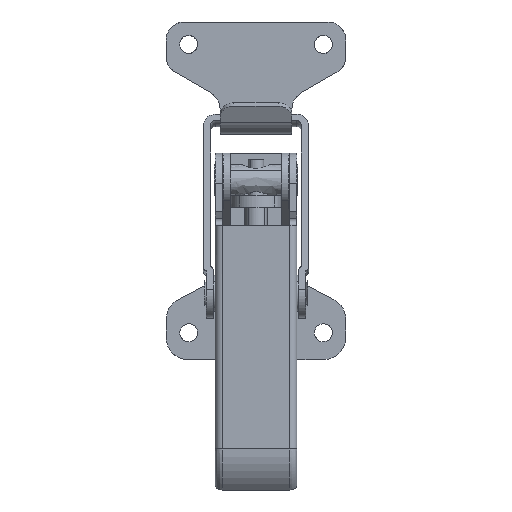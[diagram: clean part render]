
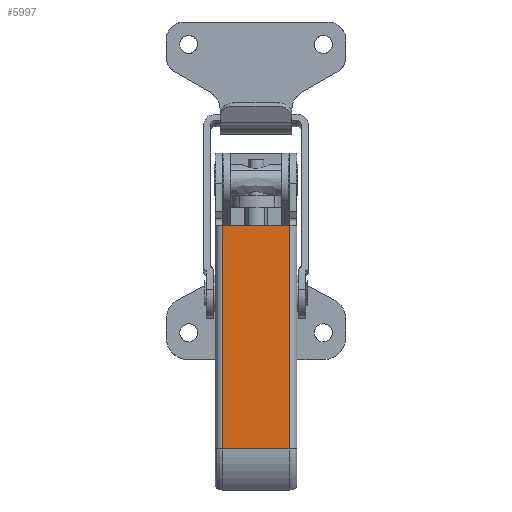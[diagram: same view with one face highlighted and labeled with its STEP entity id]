
A CAD part, front view. The second image highlights one B-rep face of the part: STEP entity #5997.
In plain terms, the highlighted free-form (B-spline) face has degree [1, 1] with [2, 2] control points.
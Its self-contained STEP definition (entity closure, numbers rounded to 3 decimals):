
#5125=CARTESIAN_POINT('',(-7.5,-8.5,-34.553));
#5126=VERTEX_POINT('',#5125);
#5170=CARTESIAN_POINT('',(7.5,-8.5,-34.553));
#5171=VERTEX_POINT('',#5170);
#5177=CARTESIAN_POINT('',(-7.5,-8.5,-34.553));
#5178=CARTESIAN_POINT('',(7.5,-8.5,-34.553));
#5179=QUASI_UNIFORM_CURVE('',1,(#5177,#5178),.UNSPECIFIED.,.F.,.U.);
#5180=EDGE_CURVE('',#5126,#5171,#5179,.T.);
#5220=CARTESIAN_POINT('',(-7.5,-8.5,15.312));
#5221=VERTEX_POINT('',#5220);
#5222=CARTESIAN_POINT('',(-7.5,-8.5,15.312));
#5223=CARTESIAN_POINT('',(-7.5,-8.5,-34.553));
#5224=QUASI_UNIFORM_CURVE('',1,(#5222,#5223),.UNSPECIFIED.,.F.,.U.);
#5225=EDGE_CURVE('',#5221,#5126,#5224,.T.);
#5363=CARTESIAN_POINT('',(7.5,-8.5,15.312));
#5364=VERTEX_POINT('',#5363);
#5378=CARTESIAN_POINT('',(7.5,-8.5,-34.553));
#5379=CARTESIAN_POINT('',(7.5,-8.5,15.312));
#5380=QUASI_UNIFORM_CURVE('',1,(#5378,#5379),.UNSPECIFIED.,.F.,.U.);
#5381=EDGE_CURVE('',#5171,#5364,#5380,.T.);
#5959=CARTESIAN_POINT('',(7.5,-8.5,15.312));
#5960=CARTESIAN_POINT('',(-7.5,-8.5,15.312));
#5961=QUASI_UNIFORM_CURVE('',1,(#5959,#5960),.UNSPECIFIED.,.F.,.U.);
#5962=EDGE_CURVE('',#5364,#5221,#5961,.T.);
#5986=CARTESIAN_POINT('',(-8.249,-8.5,17.803));
#5987=CARTESIAN_POINT('',(-8.249,-8.5,-37.043));
#5988=CARTESIAN_POINT('',(8.249,-8.5,17.803));
#5989=CARTESIAN_POINT('',(8.249,-8.5,-37.043));
#5990=B_SPLINE_SURFACE_WITH_KNOTS('',1,1,((#5986,#5988),(#5987,#5989)),.UNSPECIFIED.,.F.,.F.,.U.,(2,2),(2,2),(0.0,54.846),(0.0,16.498),.UNSPECIFIED.);
#5991=ORIENTED_EDGE('',*,*,#5962,.T.);
#5992=ORIENTED_EDGE('',*,*,#5225,.T.);
#5993=ORIENTED_EDGE('',*,*,#5180,.T.);
#5994=ORIENTED_EDGE('',*,*,#5381,.T.);
#5995=EDGE_LOOP('',(#5991,#5992,#5993,#5994));
#5996=FACE_OUTER_BOUND('',#5995,.T.);
#5997=ADVANCED_FACE('',(#5996),#5990,.T.);
